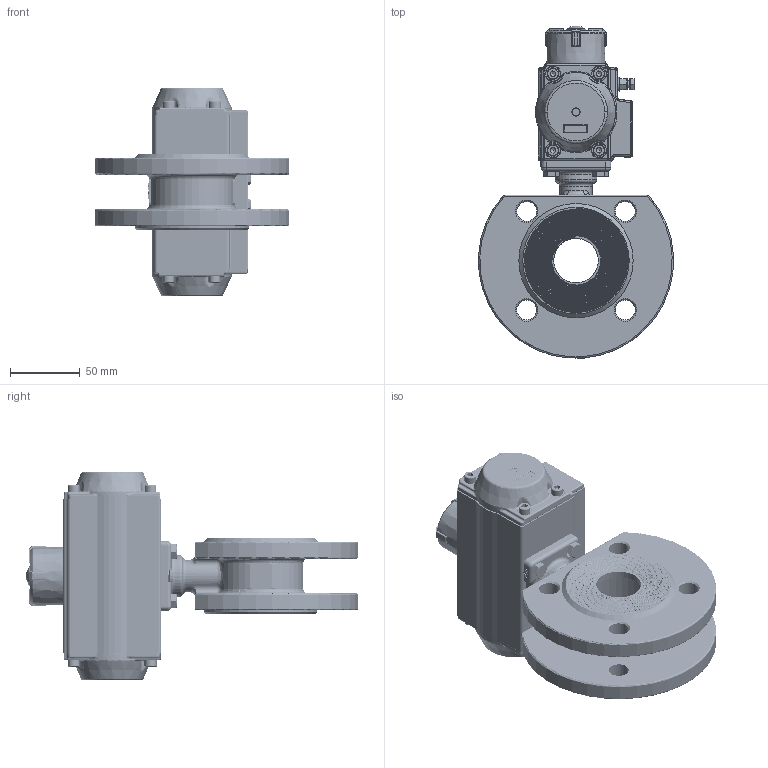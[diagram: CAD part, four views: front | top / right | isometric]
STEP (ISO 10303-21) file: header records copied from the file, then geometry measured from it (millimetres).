
FILE_DESCRIPTION(/* description */ ('Unknown'),/* implementation_level */ '2;1');
FILE_NAME(/* name */ 'PD02 0939-07',/* time_stamp */ '2025-02-25T12:02:12+01:00',/* author */ ('Unknown'),/* organization */ ('Unknown'),/* preprocessor_version */ 'ST-DEVELOPER v19.4',/* originating_system */ 'Solid Edge',/* authorisation */ 'Unknown');
FILE_SCHEMA (('AUTOMOTIVE_DESIGN {1 0 10303 214 3 1 1}'));
Products named in the file (24): PD02 0939-07; 939-07_(8M.460.032); Bellevlle Washer; Cap; Nut Stopper; Stem; Body; Small hex thin nuts-Fine pitch thread GB_GB_FASTENER_NUT_SSFNTT M16X1.
5-N; Plate Washer; DIN 933 M6x22 A2-70 BLK_EDST; PD02_PE01; vt50-2016-06-25; hex bolt gradeab_din_ISO 4014 - M5 x 25 x 16-N; huosai50; vt50-2016-06-25 _______MIR; zhou50; VTE50____; plain washers-n series-grade a gb_GB_FASTENER_WASHER_PWNA 5; hex nut gradec_din_Hexagon Nut ISO 4034 - M5 - N; Optische Anzeige; ______; ________(___________; cup head nib bolts with large head gb_GB_FASTENER_BOLT_CHNBW M6X25-N; socket head cap screw_din_DIN 912 M5 x 16 --- 16N
Assembly tree (41 placements, depth 4):
  PD02 0939-07
    939-07_(8M.460.032)
      Bellevlle Washer  x2
      Cap
      Nut Stopper
      Stem
      Body
      Small hex thin nuts-Fine pitch thread GB_GB_FASTENER_NUT_SSFNTT M16X1.
5-N
      Plate Washer
    DIN 933 M6x22 A2-70 BLK_EDST  x4
    PD02_PE01
      vt50-2016-06-25
      hex bolt gradeab_din_ISO 4014 - M5 x 25 x 16-N  x2
      huosai50  x2
      vt50-2016-06-25 _______MIR
      zhou50
      VTE50____
      plain washers-n series-grade a gb_GB_FASTENER_WASHER_PWNA 5  x2
      hex nut gradec_din_Hexagon Nut ISO 4034 - M5 - N  x2
      Optische Anzeige
        ______
        ________(___________  x4
        cup head nib bolts with large head gb_GB_FASTENER_BOLT_CHNBW M6X25-N
      socket head cap screw_din_DIN 912 M5 x 16 --- 16N  x8
Bounding box: 139.81 x 238.05 x 149.4 mm (x, y, z)
Volume: 752363.9 mm3; surface area: 250289.7 mm2
Topology: 38 solids, 38 shells, 3052 faces, 7506 edges, 4654 vertices
Faces by surface type: plane 1104, cylinder 794, bspline 512, torus 328, cone 281, sphere 33
Full cylindrical faces by diameter (mm): 2.5 x2, 3 x16, 3.3 x8, 4.134 x20, 4.2 x2, 4.66 x1, 4.917 x7, 5 x13, 5.3 x2, 5.5 x1, 6 x9, 6.2 x1, 8 x2, 8.5 x8, 8.566 x2, 10 x8, 11 x2, 11.4 x1, 12 x2, 12.5 x2, 12.9 x1, 13 x12, 13.5 x2, 14 x8, 14.1 x1, 14.2 x8, 14.3 x2, 14.376 x1, 14.4 x1, 16.5 x2
Entity records: 111551 total; most frequent: CARTESIAN_POINT 62415, ORIENTED_EDGE 10320, DIRECTION 8923, EDGE_CURVE 5160, VERTEX_POINT 3445, AXIS2_PLACEMENT_3D 3417, FACE_BOUND 2825, EDGE_LOOP 2804
